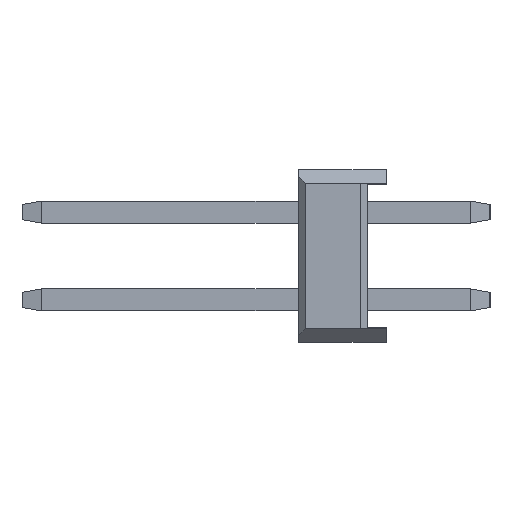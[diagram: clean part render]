
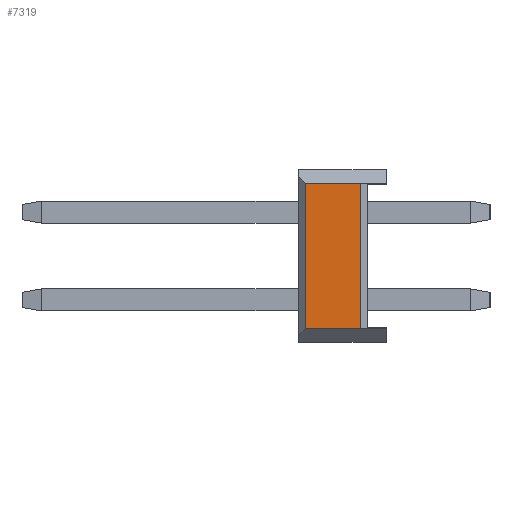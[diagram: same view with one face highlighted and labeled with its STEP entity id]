
A CAD part, left-side view. The second image highlights one B-rep face of the part: STEP entity #7319.
In plain terms, the highlighted planar face has unit normal (-1, 0, 0).
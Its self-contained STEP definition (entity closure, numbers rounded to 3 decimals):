
#413 = CARTESIAN_POINT ( 'NONE',  ( -1.27, 2.34, 2.1 ) ) ;
#520 = CARTESIAN_POINT ( 'NONE',  ( -1.27, 2.54, 2.1 ) ) ;
#823 = VERTEX_POINT ( 'NONE', #14033 ) ;
#1790 = PLANE ( 'NONE',  #3913 ) ;
#2449 = CARTESIAN_POINT ( 'NONE',  ( -1.27, 2.54, -2.1 ) ) ;
#2934 = DIRECTION ( 'NONE',  ( 0., 0., 1. ) ) ;
#3093 = DIRECTION ( 'NONE',  ( 1., 0., 0. ) ) ;
#3731 = DIRECTION ( 'NONE',  ( 0., -1., 0. ) ) ;
#3913 = AXIS2_PLACEMENT_3D ( 'NONE', #520, #3093, #11918 ) ;
#4390 = CARTESIAN_POINT ( 'NONE',  ( -1.27, 2.34, 2.1 ) ) ;
#4453 = VECTOR ( 'NONE', #3731, 1000. ) ;
#5309 = VERTEX_POINT ( 'NONE', #9645 ) ;
#5958 = EDGE_CURVE ( 'NONE', #15315, #9525, #12015, .T. ) ;
#6667 = CARTESIAN_POINT ( 'NONE',  ( -1.27, 0.74, -2.1 ) ) ;
#7235 = EDGE_CURVE ( 'NONE', #823, #9525, #9408, .T. ) ;
#7314 = DIRECTION ( 'NONE',  ( 0., -1., 0. ) ) ;
#7319 = ADVANCED_FACE ( 'NONE', ( #11600 ), #1790, .F. ) ;
#7651 = EDGE_CURVE ( 'NONE', #5309, #823, #14578, .T. ) ;
#7995 = DIRECTION ( 'NONE',  ( 0., 0., -1. ) ) ;
#8455 = LINE ( 'NONE', #413, #15640 ) ;
#9408 = LINE ( 'NONE', #6667, #16215 ) ;
#9525 = VERTEX_POINT ( 'NONE', #11923 ) ;
#9645 = CARTESIAN_POINT ( 'NONE',  ( -1.27, 2.34, -2.1 ) ) ;
#11470 = EDGE_CURVE ( 'NONE', #15315, #5309, #8455, .T. ) ;
#11600 = FACE_OUTER_BOUND ( 'NONE', #14998, .T. ) ;
#11918 = DIRECTION ( 'NONE',  ( 0., 0., -1. ) ) ;
#11923 = CARTESIAN_POINT ( 'NONE',  ( -1.27, 0.74, 2.1 ) ) ;
#12015 = LINE ( 'NONE', #13650, #15011 ) ;
#13650 = CARTESIAN_POINT ( 'NONE',  ( -1.27, 2.54, 2.1 ) ) ;
#14033 = CARTESIAN_POINT ( 'NONE',  ( -1.27, 0.74, -2.1 ) ) ;
#14133 = ORIENTED_EDGE ( 'NONE', *, *, #7651, .T. ) ;
#14578 = LINE ( 'NONE', #2449, #4453 ) ;
#14998 = EDGE_LOOP ( 'NONE', ( #15558, #15963, #14133, #16263 ) ) ;
#15011 = VECTOR ( 'NONE', #7314, 1000. ) ;
#15315 = VERTEX_POINT ( 'NONE', #4390 ) ;
#15558 = ORIENTED_EDGE ( 'NONE', *, *, #5958, .F. ) ;
#15640 = VECTOR ( 'NONE', #7995, 1000. ) ;
#15963 = ORIENTED_EDGE ( 'NONE', *, *, #11470, .T. ) ;
#16215 = VECTOR ( 'NONE', #2934, 1000. ) ;
#16263 = ORIENTED_EDGE ( 'NONE', *, *, #7235, .T. ) ;
